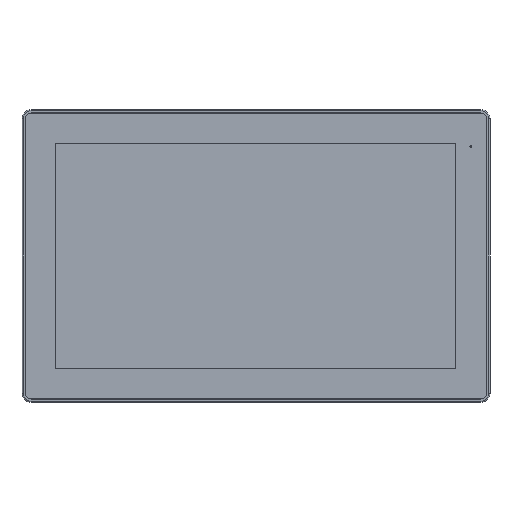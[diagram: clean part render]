
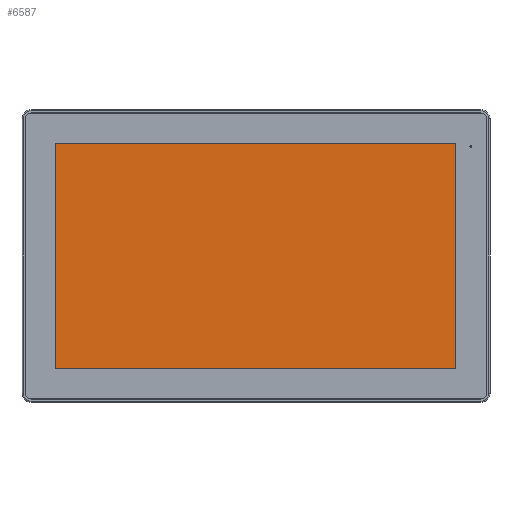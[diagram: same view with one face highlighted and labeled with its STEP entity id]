
A CAD part, front view. The second image highlights one B-rep face of the part: STEP entity #6587.
In plain terms, the highlighted planar face has unit normal (0, -1, 0).
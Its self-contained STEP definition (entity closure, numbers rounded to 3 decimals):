
#922 = ORIENTED_EDGE ( 'NONE', *, *, #23794, .T. ) ;
#1782 = CARTESIAN_POINT ( 'NONE',  ( 172.08, -4.4, -96.995 ) ) ;
#2651 = CARTESIAN_POINT ( 'NONE',  ( -172.48, -4.4, 96.995 ) ) ;
#4053 = VECTOR ( 'NONE', #5591, 1000. ) ;
#5591 = DIRECTION ( 'NONE',  ( 0., 0., -1. ) ) ;
#6587 = ADVANCED_FACE ( 'NONE', ( #134377 ), #75957, .T. ) ;
#7551 = VERTEX_POINT ( 'NONE', #2651 ) ;
#16254 = EDGE_CURVE ( 'NONE', #91391, #134913, #84438, .T. ) ;
#18941 = EDGE_CURVE ( 'NONE', #77268, #7551, #74133, .T. ) ;
#23794 = EDGE_CURVE ( 'NONE', #7551, #91391, #49417, .T. ) ;
#24443 = EDGE_LOOP ( 'NONE', ( #922, #48745, #140163, #104889 ) ) ;
#32572 = CARTESIAN_POINT ( 'NONE',  ( -172.48, -4.4, -96.995 ) ) ;
#41877 = VECTOR ( 'NONE', #95050, 1000. ) ;
#48272 = VECTOR ( 'NONE', #68951, 1000. ) ;
#48745 = ORIENTED_EDGE ( 'NONE', *, *, #16254, .T. ) ;
#49417 = LINE ( 'NONE', #63294, #4053 ) ;
#60383 = CARTESIAN_POINT ( 'NONE',  ( 6481.558, -4.4, -2067.504 ) ) ;
#63294 = CARTESIAN_POINT ( 'NONE',  ( -172.48, -4.4, 96.995 ) ) ;
#67692 = CARTESIAN_POINT ( 'NONE',  ( 172.08, -4.4, -96.995 ) ) ;
#68951 = DIRECTION ( 'NONE',  ( 1., 0., 0. ) ) ;
#71261 = CARTESIAN_POINT ( 'NONE',  ( -172.48, -4.4, -96.995 ) ) ;
#74133 = LINE ( 'NONE', #95810, #41877 ) ;
#75862 = VECTOR ( 'NONE', #97949, 1000. ) ;
#75957 = PLANE ( 'NONE',  #110050 ) ;
#77268 = VERTEX_POINT ( 'NONE', #140333 ) ;
#84438 = LINE ( 'NONE', #71261, #48272 ) ;
#91391 = VERTEX_POINT ( 'NONE', #32572 ) ;
#95050 = DIRECTION ( 'NONE',  ( -1., 0., 0. ) ) ;
#95810 = CARTESIAN_POINT ( 'NONE',  ( 172.08, -4.4, 96.995 ) ) ;
#97949 = DIRECTION ( 'NONE',  ( 0., 0., 1. ) ) ;
#104460 = EDGE_CURVE ( 'NONE', #134913, #77268, #120187, .T. ) ;
#104889 = ORIENTED_EDGE ( 'NONE', *, *, #18941, .T. ) ;
#105905 = DIRECTION ( 'NONE',  ( 1., 0., 0. ) ) ;
#110050 = AXIS2_PLACEMENT_3D ( 'NONE', #60383, #132660, #105905 ) ;
#120187 = LINE ( 'NONE', #1782, #75862 ) ;
#132660 = DIRECTION ( 'NONE',  ( 0., -1., 0. ) ) ;
#134377 = FACE_OUTER_BOUND ( 'NONE', #24443, .T. ) ;
#134913 = VERTEX_POINT ( 'NONE', #67692 ) ;
#140163 = ORIENTED_EDGE ( 'NONE', *, *, #104460, .T. ) ;
#140333 = CARTESIAN_POINT ( 'NONE',  ( 172.08, -4.4, 96.995 ) ) ;
